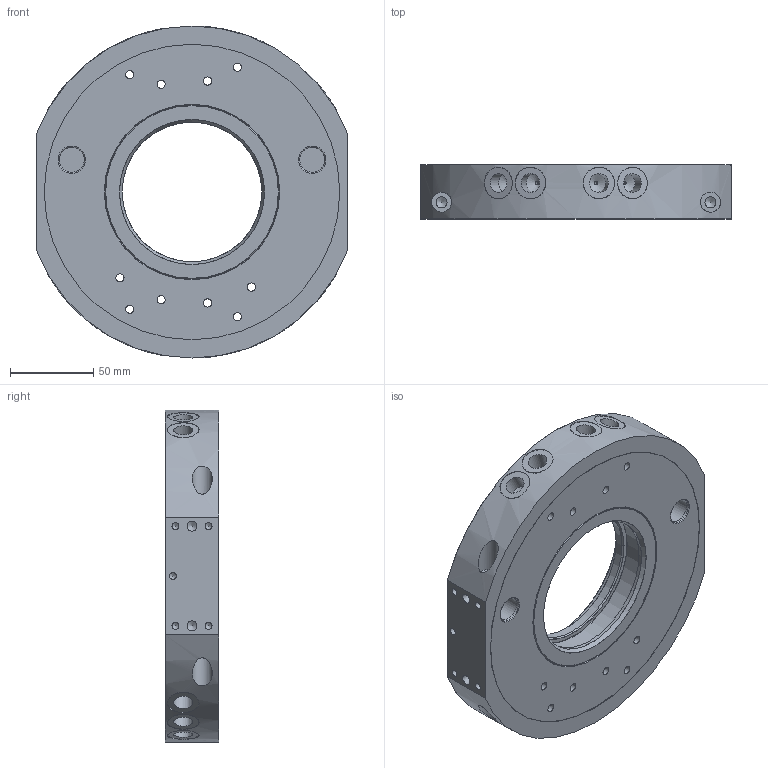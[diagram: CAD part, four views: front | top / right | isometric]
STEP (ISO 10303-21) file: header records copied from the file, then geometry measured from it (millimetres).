
FILE_DESCRIPTION(/* description */ ('Alibre Inc.'),/* implementation_level */ '2;1');
FILE_NAME(/* name */ 'export-87C99DDF-A3D3-48E6-8237-0B3FA5E237D9',/* time_stamp */ '2021-11-06T16:17:36+01:00',/* author */ (''),/* organization */ (''),/* preprocessor_version */ 'ST-DEVELOPER v17',/* originating_system */ 'Alibre',/* authorisation */ '');
FILE_SCHEMA (('AUTOMOTIVE_DESIGN'));
Length unit declared in the file: millimetre
Products named in the file (2): _WWR-B_Losteil_WWR160-B; WWR160L-B
Bounding box: 186.97 x 32.5 x 200 mm (x, y, z)
Volume: 743097.6 mm3; surface area: 98646.5 mm2
Topology: 1 solids, 1 shells, 199 faces, 474 edges, 306 vertices
Faces by surface type: cylinder 90, cone 53, plane 34, torus 22
Full cylindrical faces by diameter (mm): 2 x10, 4.134 x10, 4.917 x10, 6 x4, 6.647 x4, 8.376 x6, 10 x11, 11.445 x10, 12 x4, 15 x2, 19 x10, 84 x1, 84.5 x1, 90.5 x1, 100 x1, 105 x1, 178 x1
Entity records: 6993 total; most frequent: CARTESIAN_POINT 2054, DIRECTION 1030, ORIENTED_EDGE 886, AXIS2_PLACEMENT_3D 470, EDGE_CURVE 443, VERTEX_POINT 306, EDGE_LOOP 289, FACE_BOUND 289
